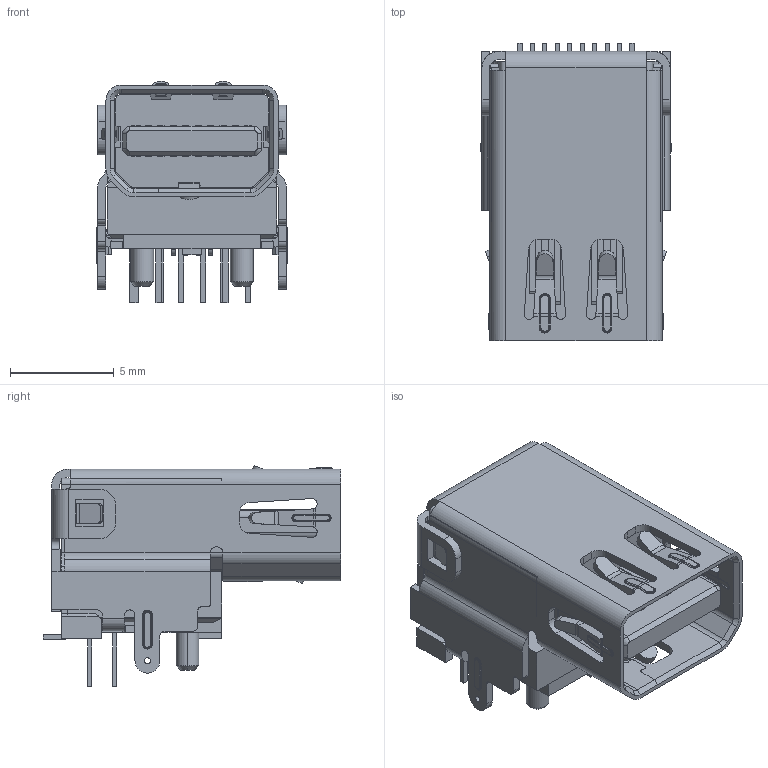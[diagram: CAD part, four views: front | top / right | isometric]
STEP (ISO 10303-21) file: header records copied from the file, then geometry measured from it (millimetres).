
FILE_DESCRIPTION((''),'2;1');
FILE_NAME('GENESIS_MDPR-2020-BK63U1F.stp','2014-10-06T14:18:18',(''),(''),'Mechanical Desktop 2011','Mechanical Desktop 2011',', , ');
FILE_SCHEMA(('AUTOMOTIVE_DESIGN { 1 2 10303 214 1 1 1 1 }'));
Length unit declared in the file: millimetre
Products named in the file (1): Product
Bounding box: 9.2 x 14.36 x 10.68 mm (x, y, z)
Volume: 505.9 mm3; surface area: 1768.7 mm2
Topology: 55 solids, 56 shells, 1089 faces, 2760 edges, 1678 vertices
Faces by surface type: plane 603, cylinder 298, bspline 172, cone 16
Entity records: 35992 total; most frequent: CARTESIAN_POINT 10457, ORIENTED_EDGE 5372, DIRECTION 5083, EDGE_CURVE 2686, VECTOR 1871, LINE 1871, VERTEX_POINT 1678, AXIS2_PLACEMENT_3D 1606
